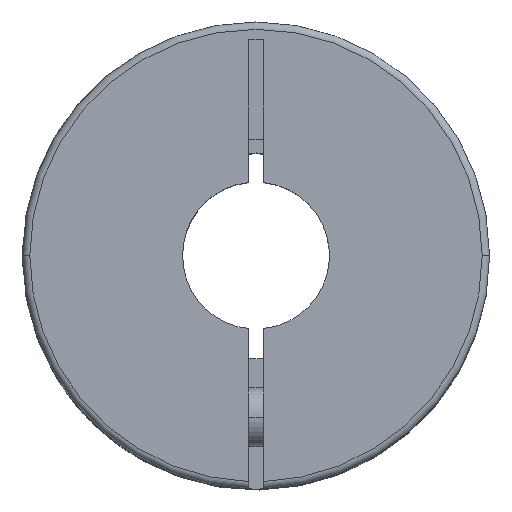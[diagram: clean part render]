
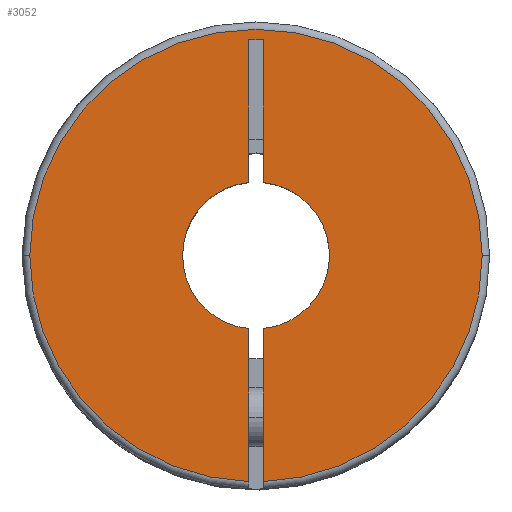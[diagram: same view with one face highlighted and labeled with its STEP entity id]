
A CAD part, top view. The second image highlights one B-rep face of the part: STEP entity #3052.
In plain terms, the highlighted planar face has unit normal (0, 0, 1).
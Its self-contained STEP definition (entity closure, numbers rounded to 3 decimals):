
#31 = CARTESIAN_POINT ( 'NONE',  ( 15.4, 0., 0. ) ) ;
#118 = DIRECTION ( 'NONE',  ( 0., -1., 0. ) ) ;
#270 = VERTEX_POINT ( 'NONE', #2790 ) ;
#289 = VERTEX_POINT ( 'NONE', #31 ) ;
#371 = VERTEX_POINT ( 'NONE', #1408 ) ;
#385 = CARTESIAN_POINT ( 'NONE',  ( 0.5, -15.9, 0. ) ) ;
#438 = PLANE ( 'NONE',  #1726 ) ;
#485 = DIRECTION ( 'NONE',  ( -1., 0., 0. ) ) ;
#486 = ORIENTED_EDGE ( 'NONE', *, *, #3135, .T. ) ;
#550 = DIRECTION ( 'NONE',  ( 0., -1., 0. ) ) ;
#598 = AXIS2_PLACEMENT_3D ( 'NONE', #3548, #2885, #1576 ) ;
#644 = VERTEX_POINT ( 'NONE', #1930 ) ;
#647 = VECTOR ( 'NONE', #2416, 1000. ) ;
#790 = DIRECTION ( 'NONE',  ( 0., 0., -1. ) ) ;
#814 = LINE ( 'NONE', #385, #2646 ) ;
#836 = DIRECTION ( 'NONE',  ( 0., -1., 0. ) ) ;
#861 = ORIENTED_EDGE ( 'NONE', *, *, #925, .F. ) ;
#924 = CIRCLE ( 'NONE', #2913, 15.4 ) ;
#925 = EDGE_CURVE ( 'NONE', #3285, #1085, #2138, .T. ) ;
#988 = ORIENTED_EDGE ( 'NONE', *, *, #1345, .F. ) ;
#998 = AXIS2_PLACEMENT_3D ( 'NONE', #1667, #4053, #2714 ) ;
#1015 = EDGE_CURVE ( 'NONE', #371, #3285, #3647, .T. ) ;
#1069 = EDGE_CURVE ( 'NONE', #1853, #3140, #3486, .T. ) ;
#1085 = VERTEX_POINT ( 'NONE', #2992 ) ;
#1123 = CARTESIAN_POINT ( 'NONE',  ( 0.5, -4.975, 0. ) ) ;
#1192 = DIRECTION ( 'NONE',  ( -1., 0., 0. ) ) ;
#1323 = AXIS2_PLACEMENT_3D ( 'NONE', #3178, #1822, #1192 ) ;
#1345 = EDGE_CURVE ( 'NONE', #644, #371, #2670, .T. ) ;
#1400 = ORIENTED_EDGE ( 'NONE', *, *, #3076, .T. ) ;
#1408 = CARTESIAN_POINT ( 'NONE',  ( 0.5, 14.7, 0. ) ) ;
#1436 = DIRECTION ( 'NONE',  ( 0., 0., -1. ) ) ;
#1463 = CARTESIAN_POINT ( 'NONE',  ( 0., 0., 0. ) ) ;
#1470 = CARTESIAN_POINT ( 'NONE',  ( -0.5, -15.392, 0. ) ) ;
#1487 = DIRECTION ( 'NONE',  ( 0., 1., 0. ) ) ;
#1488 = ORIENTED_EDGE ( 'NONE', *, *, #2376, .T. ) ;
#1525 = EDGE_LOOP ( 'NONE', ( #2220, #3423, #486, #1488, #861, #3124, #988, #1400, #3817, #3922, #2786 ) ) ;
#1576 = DIRECTION ( 'NONE',  ( -1., 0., 0. ) ) ;
#1585 = AXIS2_PLACEMENT_3D ( 'NONE', #1463, #2463, #3091 ) ;
#1661 = CARTESIAN_POINT ( 'NONE',  ( 0.5, -15.9, 0. ) ) ;
#1667 = CARTESIAN_POINT ( 'NONE',  ( 0., 0., 0. ) ) ;
#1715 = CIRCLE ( 'NONE', #598, 15.4 ) ;
#1726 = AXIS2_PLACEMENT_3D ( 'NONE', #2122, #790, #836 ) ;
#1795 = CARTESIAN_POINT ( 'NONE',  ( 0., 0., 0. ) ) ;
#1813 = EDGE_CURVE ( 'NONE', #1845, #1853, #3600, .T. ) ;
#1820 = VECTOR ( 'NONE', #4050, 1000. ) ;
#1822 = DIRECTION ( 'NONE',  ( 0., 0., -1. ) ) ;
#1845 = VERTEX_POINT ( 'NONE', #3552 ) ;
#1853 = VERTEX_POINT ( 'NONE', #1470 ) ;
#1930 = CARTESIAN_POINT ( 'NONE',  ( 0.5, 4.975, 0. ) ) ;
#1938 = CIRCLE ( 'NONE', #1585, 5. ) ;
#1961 = DIRECTION ( 'NONE',  ( -1., 0., 0. ) ) ;
#2122 = CARTESIAN_POINT ( 'NONE',  ( 0., 0., 0. ) ) ;
#2138 = LINE ( 'NONE', #2475, #3332 ) ;
#2220 = ORIENTED_EDGE ( 'NONE', *, *, #1069, .F. ) ;
#2376 = EDGE_CURVE ( 'NONE', #3670, #1085, #3230, .T. ) ;
#2416 = DIRECTION ( 'NONE',  ( -1., 0., 0. ) ) ;
#2463 = DIRECTION ( 'NONE',  ( 0., 0., -1. ) ) ;
#2475 = CARTESIAN_POINT ( 'NONE',  ( -0.5, 14.7, 0. ) ) ;
#2646 = VECTOR ( 'NONE', #1487, 1000. ) ;
#2670 = LINE ( 'NONE', #1661, #1820 ) ;
#2714 = DIRECTION ( 'NONE',  ( -1., 0., 0. ) ) ;
#2786 = ORIENTED_EDGE ( 'NONE', *, *, #3188, .F. ) ;
#2790 = CARTESIAN_POINT ( 'NONE',  ( 0.5, -15.392, 0. ) ) ;
#2839 = FACE_OUTER_BOUND ( 'NONE', #1525, .T. ) ;
#2844 = CARTESIAN_POINT ( 'NONE',  ( -0.5, 14.7, 0. ) ) ;
#2885 = DIRECTION ( 'NONE',  ( 0., 0., -1. ) ) ;
#2913 = AXIS2_PLACEMENT_3D ( 'NONE', #2991, #3974, #1961 ) ;
#2991 = CARTESIAN_POINT ( 'NONE',  ( 0., 0., 0. ) ) ;
#2992 = CARTESIAN_POINT ( 'NONE',  ( -0.5, 4.975, 0. ) ) ;
#3041 = EDGE_CURVE ( 'NONE', #270, #4126, #814, .T. ) ;
#3052 = ADVANCED_FACE ( 'NONE', ( #2839 ), #438, .F. ) ;
#3057 = AXIS2_PLACEMENT_3D ( 'NONE', #1795, #1436, #485 ) ;
#3067 = CARTESIAN_POINT ( 'NONE',  ( -0.5, 14.7, 0. ) ) ;
#3076 = EDGE_CURVE ( 'NONE', #644, #4126, #4203, .T. ) ;
#3091 = DIRECTION ( 'NONE',  ( -1., 0., 0. ) ) ;
#3124 = ORIENTED_EDGE ( 'NONE', *, *, #1015, .F. ) ;
#3135 = EDGE_CURVE ( 'NONE', #1845, #3670, #1938, .T. ) ;
#3140 = VERTEX_POINT ( 'NONE', #3526 ) ;
#3178 = CARTESIAN_POINT ( 'NONE',  ( 0., 0., 0. ) ) ;
#3188 = EDGE_CURVE ( 'NONE', #3140, #289, #1715, .T. ) ;
#3230 = CIRCLE ( 'NONE', #1323, 5. ) ;
#3285 = VERTEX_POINT ( 'NONE', #3067 ) ;
#3332 = VECTOR ( 'NONE', #118, 1000. ) ;
#3423 = ORIENTED_EDGE ( 'NONE', *, *, #1813, .F. ) ;
#3486 = CIRCLE ( 'NONE', #998, 15.4 ) ;
#3526 = CARTESIAN_POINT ( 'NONE',  ( -15.4, 0., 0. ) ) ;
#3548 = CARTESIAN_POINT ( 'NONE',  ( 0., 0., 0. ) ) ;
#3552 = CARTESIAN_POINT ( 'NONE',  ( -0.5, -4.975, 0. ) ) ;
#3600 = LINE ( 'NONE', #2844, #3878 ) ;
#3647 = LINE ( 'NONE', #3714, #647 ) ;
#3670 = VERTEX_POINT ( 'NONE', #4101 ) ;
#3714 = CARTESIAN_POINT ( 'NONE',  ( 0.5, 14.7, 0. ) ) ;
#3817 = ORIENTED_EDGE ( 'NONE', *, *, #3041, .F. ) ;
#3878 = VECTOR ( 'NONE', #550, 1000. ) ;
#3922 = ORIENTED_EDGE ( 'NONE', *, *, #3946, .F. ) ;
#3946 = EDGE_CURVE ( 'NONE', #289, #270, #924, .T. ) ;
#3974 = DIRECTION ( 'NONE',  ( 0., 0., -1. ) ) ;
#4050 = DIRECTION ( 'NONE',  ( 0., 1., 0. ) ) ;
#4053 = DIRECTION ( 'NONE',  ( 0., 0., -1. ) ) ;
#4101 = CARTESIAN_POINT ( 'NONE',  ( -5., 0., 0. ) ) ;
#4126 = VERTEX_POINT ( 'NONE', #1123 ) ;
#4203 = CIRCLE ( 'NONE', #3057, 5. ) ;
